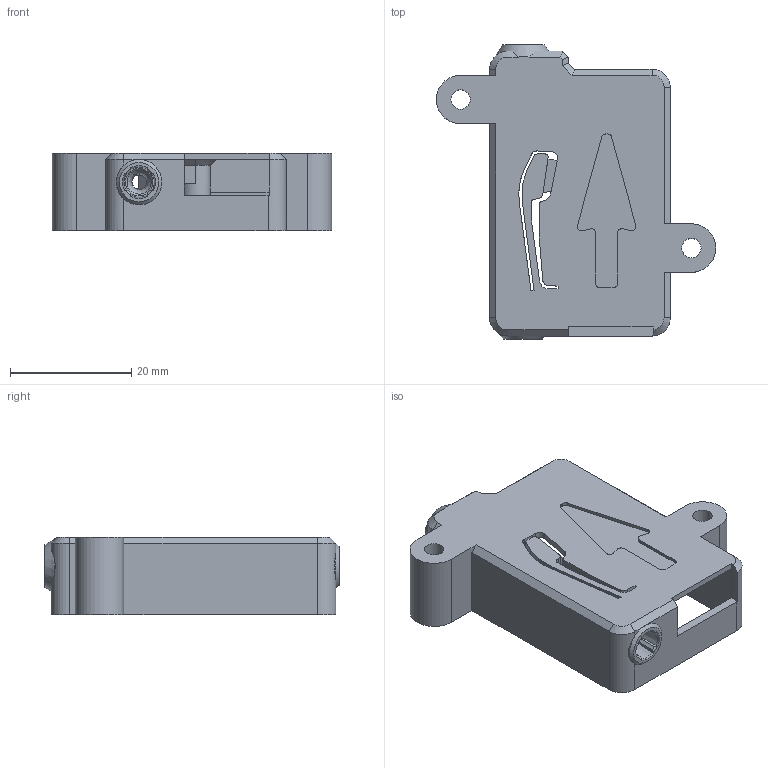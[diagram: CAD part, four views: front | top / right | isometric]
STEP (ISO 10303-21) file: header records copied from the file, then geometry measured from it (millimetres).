
FILE_DESCRIPTION(/* description */ (''),/* implementation_level */ '2;1');
FILE_NAME(/* name */ 'filament_sensor.step',/* time_stamp */ '2017-07-04T05:38:56+02:00',/* author */ (''),/* organization */ (''),/* preprocessor_version */ 'ST-DEVELOPER v16.13',/* originating_system */ 'Autodesk Translation Framework v6.1.1.50',/* authorisation */ '');
FILE_SCHEMA (('AUTOMOTIVE_DESIGN { 1 0 10303 214 3 1 1 }'));
Length unit declared in the file: millimetre
Products named in the file (1): housing (1)
Bounding box: 46.08 x 48.5 x 12.75 mm (x, y, z)
Volume: 9244.3 mm3; surface area: 7737.6 mm2
Topology: 1 solids, 1 shells, 191 faces, 534 edges, 348 vertices
Faces by surface type: plane 128, cylinder 48, cone 11, bspline 4
Full cylindrical faces by diameter (mm): 2.5 x1, 2.8 x2, 3.2 x2, 4 x1, 5 x2
Entity records: 6328 total; most frequent: CARTESIAN_POINT 1361, ORIENTED_EDGE 1038, DIRECTION 1016, EDGE_CURVE 519, LINE 358, VECTOR 358, VERTEX_POINT 343, AXIS2_PLACEMENT_3D 329
